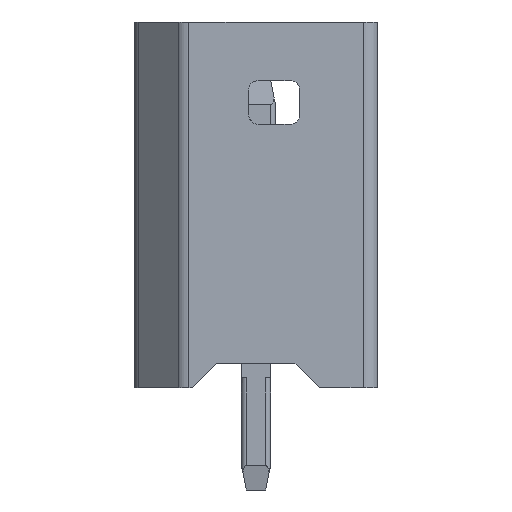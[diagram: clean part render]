
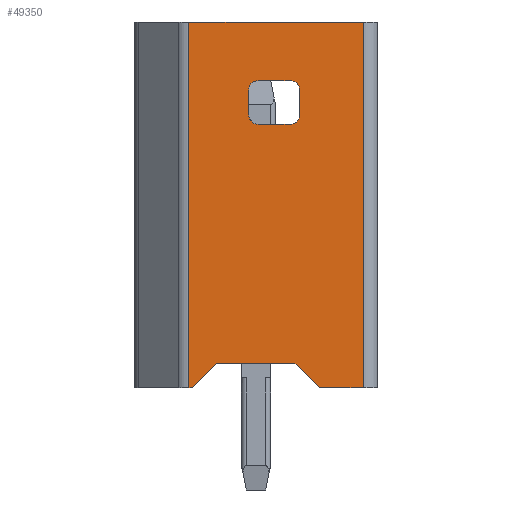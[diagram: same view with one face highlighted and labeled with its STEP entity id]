
A CAD part, left-side view. The second image highlights one B-rep face of the part: STEP entity #49350.
In plain terms, the highlighted face is planar.
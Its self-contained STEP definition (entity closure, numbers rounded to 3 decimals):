
#17370=CARTESIAN_POINT('',(4.461,-16.022,-8.05));
#17380=VERTEX_POINT('',#17370);
#17410=CARTESIAN_POINT('',(4.461,-12.493,-8.05));
#17420=DIRECTION('',(0.,-1.,0.));
#17430=VECTOR('',#17420,1.);
#17440=LINE('',#17410,#17430);
#17450=CARTESIAN_POINT('',(4.461,-16.922,-8.05));
#17460=VERTEX_POINT('',#17450);
#17470=EDGE_CURVE('',#17380,#17460,#17440,.T.);
#21670=CARTESIAN_POINT('',(4.461,-13.346,-8.05));
#21680=VERTEX_POINT('',#21670);
#21710=CARTESIAN_POINT('',(4.461,-12.493,-8.05));
#21720=DIRECTION('',(0.,-1.,0.));
#21730=VECTOR('',#21720,1.);
#21740=LINE('',#21710,#21730);
#21750=CARTESIAN_POINT('',(4.461,-13.422,-8.05));
#21760=VERTEX_POINT('',#21750);
#21770=EDGE_CURVE('',#21680,#21760,#21740,.T.);
#22040=CARTESIAN_POINT('',(3.961,-15.522,-8.05));
#22050=VERTEX_POINT('',#22040);
#22220=CARTESIAN_POINT('',(3.961,-13.922,-8.05));
#22230=VERTEX_POINT('',#22220);
#22260=CARTESIAN_POINT('',(3.961,-12.493,-8.05));
#22270=DIRECTION('',(0.,1.,0.));
#22280=VECTOR('',#22270,1.);
#22290=LINE('',#22260,#22280);
#22300=EDGE_CURVE('',#22050,#22230,#22290,.T.);
#45420=CARTESIAN_POINT('',(-3.039,-16.922,-8.05));
#45430=VERTEX_POINT('',#45420);
#45460=CARTESIAN_POINT('',(-3.039,-12.493,-8.05));
#45470=DIRECTION('',(0.,1.,0.));
#45480=VECTOR('',#45470,1.);
#45490=LINE('',#45460,#45480);
#45500=CARTESIAN_POINT('',(-3.039,-13.346,-8.05));
#45510=VERTEX_POINT('',#45500);
#45520=EDGE_CURVE('',#45430,#45510,#45490,.T.);
#47820=CARTESIAN_POINT('',(-3.039,-14.572,-8.05));
#47830=DIRECTION('',(1.,0.,0.));
#47840=VECTOR('',#47830,1.);
#47850=LINE('',#47820,#47840);
#47860=CARTESIAN_POINT('',(-1.639,-14.572,-8.05));
#47870=VERTEX_POINT('',#47860);
#47880=CARTESIAN_POINT('',(-1.139,-14.572,-8.05));
#47890=VERTEX_POINT('',#47880);
#47900=EDGE_CURVE('',#47870,#47890,#47850,.T.);
#48250=CARTESIAN_POINT('',(-0.939,-14.772,-8.05));
#48260=VERTEX_POINT('',#48250);
#48290=CARTESIAN_POINT('',(-1.139,-14.772,-8.05));
#48300=DIRECTION('',(0.,0.,-1.));
#48310=DIRECTION('',(0.,-1.,0.));
#48320=AXIS2_PLACEMENT_3D('',#48290,#48300,#48310);
#48330=CIRCLE('',#48320,0.2);
#48340=EDGE_CURVE('',#47890,#48260,#48330,.T.);
#48470=CARTESIAN_POINT('',(5.215,-13.346,-8.05));
#48480=DIRECTION('',(-0.,0.,1.));
#48490=DIRECTION('',(0.,-1.,0.));
#48500=AXIS2_PLACEMENT_3D('',#48470,#48480,#48490);
#48510=PLANE('',#48500);
#48520=CARTESIAN_POINT('',(-1.639,-14.772,-8.05));
#48530=DIRECTION('',(0.,0.,-1.));
#48540=DIRECTION('',(0.,-1.,0.));
#48550=AXIS2_PLACEMENT_3D('',#48520,#48530,#48540);
#48560=CIRCLE('',#48550,0.2);
#48570=CARTESIAN_POINT('',(-1.839,-14.772,-8.05));
#48580=VERTEX_POINT('',#48570);
#48590=EDGE_CURVE('',#48580,#47870,#48560,.T.);
#48600=ORIENTED_EDGE('',*,*,#48590,.F.);
#48610=ORIENTED_EDGE('',*,*,#47900,.F.);
#48620=ORIENTED_EDGE('',*,*,#48340,.F.);
#48630=CARTESIAN_POINT('',(-0.939,-12.493,-8.05));
#48640=DIRECTION('',(0.,-1.,0.));
#48650=VECTOR('',#48640,1.);
#48660=LINE('',#48630,#48650);
#48670=CARTESIAN_POINT('',(-0.939,-15.422,-8.05));
#48680=VERTEX_POINT('',#48670);
#48690=EDGE_CURVE('',#48260,#48680,#48660,.T.);
#48700=ORIENTED_EDGE('',*,*,#48690,.F.);
#48710=CARTESIAN_POINT('',(-1.139,-15.422,-8.05));
#48720=DIRECTION('',(0.,0.,-1.));
#48730=DIRECTION('',(0.,-1.,0.));
#48740=AXIS2_PLACEMENT_3D('',#48710,#48720,#48730);
#48750=CIRCLE('',#48740,0.2);
#48760=CARTESIAN_POINT('',(-1.139,-15.622,-8.05));
#48770=VERTEX_POINT('',#48760);
#48780=EDGE_CURVE('',#48680,#48770,#48750,.T.);
#48790=ORIENTED_EDGE('',*,*,#48780,.F.);
#48800=CARTESIAN_POINT('',(-3.039,-15.622,-8.05));
#48810=DIRECTION('',(-1.,0.,0.));
#48820=VECTOR('',#48810,1.);
#48830=LINE('',#48800,#48820);
#48840=CARTESIAN_POINT('',(-1.639,-15.622,-8.05));
#48850=VERTEX_POINT('',#48840);
#48860=EDGE_CURVE('',#48770,#48850,#48830,.T.);
#48870=ORIENTED_EDGE('',*,*,#48860,.F.);
#48880=CARTESIAN_POINT('',(-1.639,-15.422,-8.05));
#48890=DIRECTION('',(0.,0.,-1.));
#48900=DIRECTION('',(0.,-1.,0.));
#48910=AXIS2_PLACEMENT_3D('',#48880,#48890,#48900);
#48920=CIRCLE('',#48910,0.2);
#48930=CARTESIAN_POINT('',(-1.839,-15.422,-8.05));
#48940=VERTEX_POINT('',#48930);
#48950=EDGE_CURVE('',#48850,#48940,#48920,.T.);
#48960=ORIENTED_EDGE('',*,*,#48950,.F.);
#48970=CARTESIAN_POINT('',(-1.839,-12.493,-8.05));
#48980=DIRECTION('',(0.,1.,0.));
#48990=VECTOR('',#48980,1.);
#49000=LINE('',#48970,#48990);
#49010=EDGE_CURVE('',#48940,#48580,#49000,.T.);
#49020=ORIENTED_EDGE('',*,*,#49010,.F.);
#49030=EDGE_LOOP('',(#49020,#48960,#48870,#48790,#48700,#48620,#48610,
#48600));
#49040=FACE_BOUND('',#49030,.T.);
#49050=CARTESIAN_POINT('',(5.215,-16.922,-8.05));
#49060=DIRECTION('',(-1.,0.,0.));
#49070=VECTOR('',#49060,1.);
#49080=LINE('',#49050,#49070);
#49090=EDGE_CURVE('',#17460,#45430,#49080,.T.);
#49100=ORIENTED_EDGE('',*,*,#49090,.T.);
#49110=ORIENTED_EDGE('',*,*,#17470,.T.);
#49120=CARTESIAN_POINT('',(-3.039,-8.522,-8.05));
#49130=DIRECTION('',(-0.707,0.707,0.));
#49140=VECTOR('',#49130,1.);
#49150=LINE('',#49120,#49140);
#49160=EDGE_CURVE('',#17380,#22050,#49150,.T.);
#49170=ORIENTED_EDGE('',*,*,#49160,.F.);
#49180=ORIENTED_EDGE('',*,*,#22300,.F.);
#49190=CARTESIAN_POINT('',(-3.039,-20.922,-8.05));
#49200=DIRECTION('',(0.707,0.707,0.));
#49210=VECTOR('',#49200,1.);
#49220=LINE('',#49190,#49210);
#49230=EDGE_CURVE('',#22230,#21760,#49220,.T.);
#49240=ORIENTED_EDGE('',*,*,#49230,.F.);
#49250=ORIENTED_EDGE('',*,*,#21770,.T.);
#49260=CARTESIAN_POINT('',(-3.039,-13.346,-8.05));
#49270=DIRECTION('',(1.,0.,0.));
#49280=VECTOR('',#49270,1.);
#49290=LINE('',#49260,#49280);
#49300=EDGE_CURVE('',#45510,#21680,#49290,.T.);
#49310=ORIENTED_EDGE('',*,*,#49300,.T.);
#49320=ORIENTED_EDGE('',*,*,#45520,.T.);
#49330=EDGE_LOOP('',(#49320,#49310,#49250,#49240,#49180,#49170,#49110,
#49100));
#49340=FACE_OUTER_BOUND('',#49330,.T.);
#49350=ADVANCED_FACE('',(#49040,#49340),#48510,.F.);
